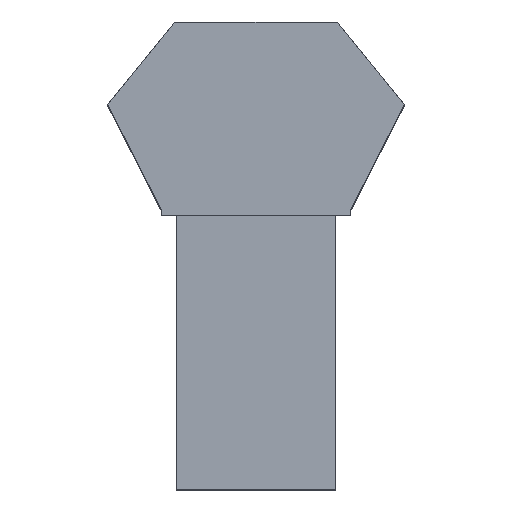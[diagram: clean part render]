
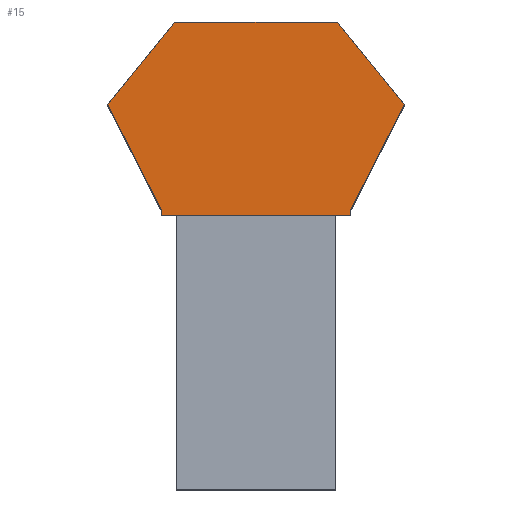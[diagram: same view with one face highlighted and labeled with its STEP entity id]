
A CAD part, top view. The second image highlights one B-rep face of the part: STEP entity #15.
In plain terms, the highlighted planar face has unit normal (0, 0, 1).
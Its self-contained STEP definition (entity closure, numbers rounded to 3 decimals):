
#15 = ADVANCED_FACE ( 'NONE', ( #3170 ), #2040, .T. ) ;
#20 = LINE ( 'NONE', #3340, #3516 ) ;
#34 = ORIENTED_EDGE ( 'NONE', *, *, #3584, .T. ) ;
#42 = DIRECTION ( 'NONE',  ( -0.629, -0.777, 0. ) ) ;
#72 = CARTESIAN_POINT ( 'NONE',  ( 0., 0., 820. ) ) ;
#85 = LINE ( 'NONE', #1882, #865 ) ;
#97 = DIRECTION ( 'NONE',  ( 0., 0., 1. ) ) ;
#144 = VERTEX_POINT ( 'NONE', #3699 ) ;
#172 = CARTESIAN_POINT ( 'NONE',  ( 650., 0., 820. ) ) ;
#313 = CARTESIAN_POINT ( 'NONE',  ( 356.737, 362.15, 820. ) ) ;
#391 = VERTEX_POINT ( 'NONE', #3517 ) ;
#484 = CARTESIAN_POINT ( 'NONE',  ( -650., 0., 820. ) ) ;
#546 = VERTEX_POINT ( 'NONE', #3360 ) ;
#548 = VECTOR ( 'NONE', #1001, 1000. ) ;
#579 = ORIENTED_EDGE ( 'NONE', *, *, #2341, .T. ) ;
#854 = EDGE_CURVE ( 'NONE', #1031, #1112, #2863, .T. ) ;
#856 = VECTOR ( 'NONE', #4111, 1000. ) ;
#865 = VECTOR ( 'NONE', #896, 1000. ) ;
#896 = DIRECTION ( 'NONE',  ( 0., 1., 0. ) ) ;
#1001 = DIRECTION ( 'NONE',  ( 0.454, 0.891, 0. ) ) ;
#1031 = VERTEX_POINT ( 'NONE', #2681 ) ;
#1054 = DIRECTION ( 'NONE',  ( 0., -1., 0. ) ) ;
#1112 = VERTEX_POINT ( 'NONE', #1789 ) ;
#1180 = CARTESIAN_POINT ( 'NONE',  ( -650., 0., 820. ) ) ;
#1213 = VECTOR ( 'NONE', #3251, 1000. ) ;
#1397 = CARTESIAN_POINT ( 'NONE',  ( -356.737, 362.15, 820. ) ) ;
#1440 = VERTEX_POINT ( 'NONE', #3121 ) ;
#1451 = DIRECTION ( 'NONE',  ( -0.629, 0.777, 0. ) ) ;
#1528 = VERTEX_POINT ( 'NONE', #172 ) ;
#1549 = ORIENTED_EDGE ( 'NONE', *, *, #854, .T. ) ;
#1560 = VECTOR ( 'NONE', #2400, 1000. ) ;
#1598 = AXIS2_PLACEMENT_3D ( 'NONE', #72, #97, #2395 ) ;
#1674 = EDGE_CURVE ( 'NONE', #144, #546, #85, .T. ) ;
#1730 = LINE ( 'NONE', #1180, #856 ) ;
#1789 = CARTESIAN_POINT ( 'NONE',  ( -650., 0., 820. ) ) ;
#1845 = EDGE_CURVE ( 'NONE', #391, #144, #3083, .T. ) ;
#1852 = ORIENTED_EDGE ( 'NONE', *, *, #3812, .T. ) ;
#1882 = CARTESIAN_POINT ( 'NONE',  ( 415.514, -485.205, 820. ) ) ;
#1982 = VECTOR ( 'NONE', #42, 1000. ) ;
#2011 = EDGE_LOOP ( 'NONE', ( #3506, #34, #2937, #4109, #579, #1852, #2137, #1549 ) ) ;
#2040 = PLANE ( 'NONE',  #1598 ) ;
#2137 = ORIENTED_EDGE ( 'NONE', *, *, #3649, .T. ) ;
#2341 = EDGE_CURVE ( 'NONE', #546, #1528, #3165, .T. ) ;
#2395 = DIRECTION ( 'NONE',  ( 1., 0., 0. ) ) ;
#2400 = DIRECTION ( 'NONE',  ( -1., 0., 0. ) ) ;
#2681 = CARTESIAN_POINT ( 'NONE',  ( -356.737, 362.15, 820. ) ) ;
#2715 = VECTOR ( 'NONE', #1451, 1000. ) ;
#2808 = EDGE_CURVE ( 'NONE', #1112, #1440, #1730, .T. ) ;
#2863 = LINE ( 'NONE', #484, #1982 ) ;
#2937 = ORIENTED_EDGE ( 'NONE', *, *, #1845, .T. ) ;
#2941 = CARTESIAN_POINT ( 'NONE',  ( -415.514, -485.205, 820. ) ) ;
#3083 = LINE ( 'NONE', #2941, #1213 ) ;
#3121 = CARTESIAN_POINT ( 'NONE',  ( -415.514, -460.205, 820. ) ) ;
#3134 = VERTEX_POINT ( 'NONE', #313 ) ;
#3165 = LINE ( 'NONE', #3600, #548 ) ;
#3170 = FACE_OUTER_BOUND ( 'NONE', #2011, .T. ) ;
#3251 = DIRECTION ( 'NONE',  ( 1., 0., 0. ) ) ;
#3340 = CARTESIAN_POINT ( 'NONE',  ( -415.514, -460.205, 820. ) ) ;
#3360 = CARTESIAN_POINT ( 'NONE',  ( 415.514, -460.205, 820. ) ) ;
#3506 = ORIENTED_EDGE ( 'NONE', *, *, #2808, .T. ) ;
#3516 = VECTOR ( 'NONE', #1054, 1000. ) ;
#3517 = CARTESIAN_POINT ( 'NONE',  ( -415.514, -485.205, 820. ) ) ;
#3561 = LINE ( 'NONE', #4065, #2715 ) ;
#3584 = EDGE_CURVE ( 'NONE', #1440, #391, #20, .T. ) ;
#3600 = CARTESIAN_POINT ( 'NONE',  ( 650., 0., 820. ) ) ;
#3649 = EDGE_CURVE ( 'NONE', #3134, #1031, #4066, .T. ) ;
#3699 = CARTESIAN_POINT ( 'NONE',  ( 415.514, -485.205, 820. ) ) ;
#3812 = EDGE_CURVE ( 'NONE', #1528, #3134, #3561, .T. ) ;
#4065 = CARTESIAN_POINT ( 'NONE',  ( 650., 0., 820. ) ) ;
#4066 = LINE ( 'NONE', #1397, #1560 ) ;
#4109 = ORIENTED_EDGE ( 'NONE', *, *, #1674, .T. ) ;
#4111 = DIRECTION ( 'NONE',  ( 0.454, -0.891, 0. ) ) ;
